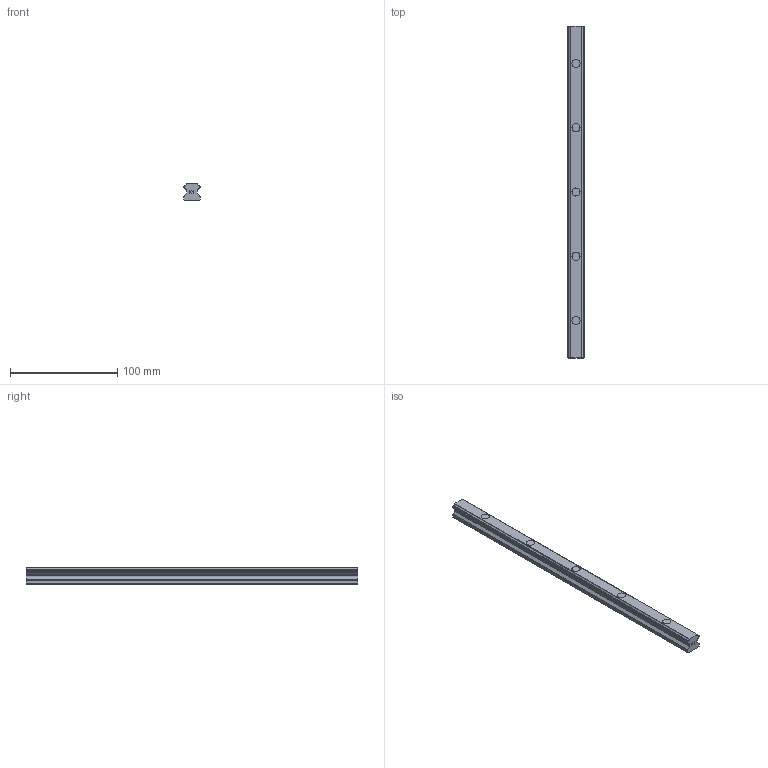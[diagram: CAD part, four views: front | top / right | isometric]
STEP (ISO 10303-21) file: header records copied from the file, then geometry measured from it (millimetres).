
FILE_DESCRIPTION(('STEP AP214'),'1');
FILE_NAME('cctmp_287A83C2-8D1E-40B0-9D3F-BA0D8868FAA3_2020_5_13_8_14_16_803..stp','2020-05-13T06:14:16',('HIWIN GmbH'),('CADClick - www.CADClick.com'),'Spatial InterOp 3D',' ','unknown authorization');
FILE_SCHEMA(('AUTOMOTIVE_DESIGN'));
Length unit declared in the file: millimetre
Products named in the file (1): HGR15R310H_FILE
Bounding box: 15 x 310 x 15 mm (x, y, z)
Volume: 57018 mm3; surface area: 20926.9 mm2
Topology: 1 solids, 1 shells, 160 faces, 417 edges, 278 vertices
Faces by surface type: plane 104, cylinder 56
Entity records: 6217 total; most frequent: CARTESIAN_POINT 856, DIRECTION 851, ORIENTED_EDGE 834, EDGE_CURVE 417, LINE 305, VECTOR 305, VERTEX_POINT 278, AXIS2_PLACEMENT_3D 273
